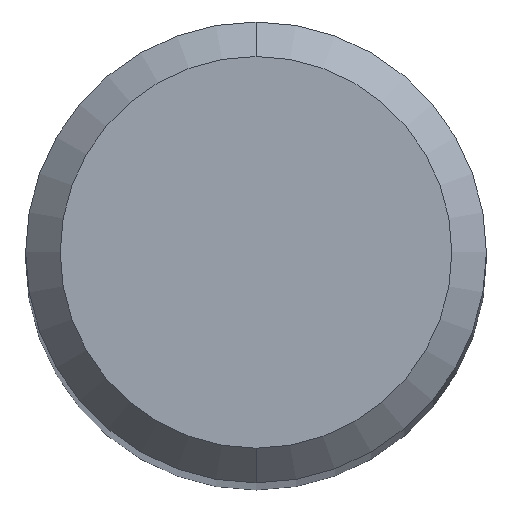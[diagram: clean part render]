
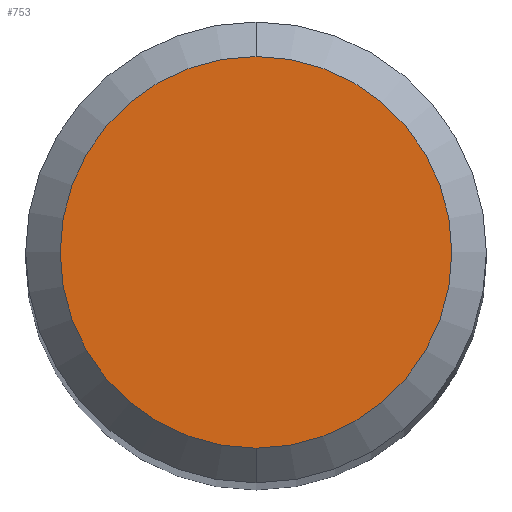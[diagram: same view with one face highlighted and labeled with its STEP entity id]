
A CAD part, top view. The second image highlights one B-rep face of the part: STEP entity #753.
In plain terms, the highlighted planar face has unit normal (0, 0, 1).
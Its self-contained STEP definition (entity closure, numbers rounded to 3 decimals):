
#331=EDGE_CURVE('',#445,#587,#926,.T.);
#445=VERTEX_POINT('',#1050);
#475=EDGE_CURVE('',#587,#445,#1082,.T.);
#587=VERTEX_POINT('',#1203);
#753=ADVANCED_FACE('',(#1384),#1385,.T.);
#926=CIRCLE('',#1594,1.7);
#1050=CARTESIAN_POINT('',(0.,-1.7,0.0));
#1082=CIRCLE('',#2248,1.7);
#1203=CARTESIAN_POINT('',(0.0,1.7,0.0));
#1384=FACE_OUTER_BOUND('',#3028,.T.);
#1385=PLANE('',#3029);
#1594=AXIS2_PLACEMENT_3D('',#4291,#4292,#4293);
#2248=AXIS2_PLACEMENT_3D('',#4440,#4441,#4442);
#3028=EDGE_LOOP('',(#4731,#4732));
#3029=AXIS2_PLACEMENT_3D('',#4733,#4734,#4735);
#4291=CARTESIAN_POINT('',(0.0,0.0,0.0));
#4292=DIRECTION('',(0.0,0.0,-1.0));
#4293=DIRECTION('',(0.0,1.0,0.0));
#4440=CARTESIAN_POINT('',(0.0,0.0,0.0));
#4441=DIRECTION('',(0.0,0.0,-1.0));
#4442=DIRECTION('',(0.0,1.0,0.0));
#4731=ORIENTED_EDGE('',*,*,#475,.F.);
#4732=ORIENTED_EDGE('',*,*,#331,.F.);
#4733=CARTESIAN_POINT('',(0.0,0.85,0.0));
#4734=DIRECTION('',(-0.0,0.0,1.0));
#4735=DIRECTION('',(0.0,-1.0,0.0));
